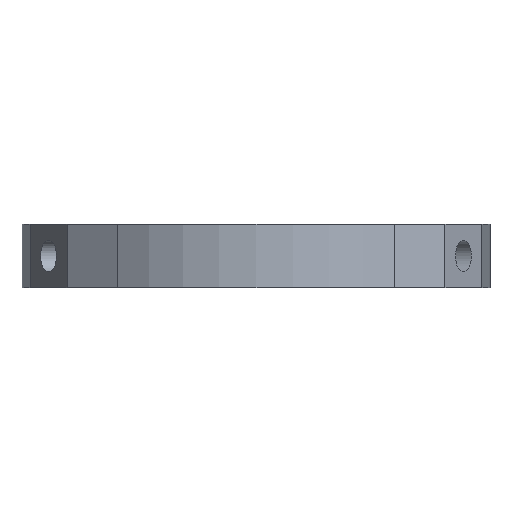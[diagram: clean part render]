
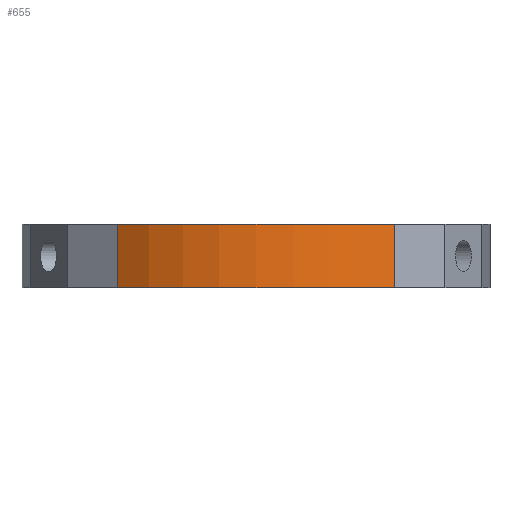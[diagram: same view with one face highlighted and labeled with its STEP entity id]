
A CAD part, front view. The second image highlights one B-rep face of the part: STEP entity #655.
In plain terms, the highlighted cylindrical face has radius 22.2 mm (diameter 44.4 mm), a partial arc.
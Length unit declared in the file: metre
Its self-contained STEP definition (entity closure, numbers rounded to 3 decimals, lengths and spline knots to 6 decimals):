
#32=LINE('',#971,#98);
#33=LINE('',#975,#99);
#98=VECTOR('',#774,1.);
#99=VECTOR('',#777,1.);
#164=ORIENTED_EDGE('',*,*,#356,.T.);
#165=ORIENTED_EDGE('',*,*,#357,.F.);
#166=ORIENTED_EDGE('',*,*,#358,.F.);
#167=ORIENTED_EDGE('',*,*,#359,.T.);
#356=EDGE_CURVE('',#452,#453,#518,.T.);
#357=EDGE_CURVE('',#454,#453,#32,.T.);
#358=EDGE_CURVE('',#455,#454,#519,.T.);
#359=EDGE_CURVE('',#455,#452,#33,.T.);
#452=VERTEX_POINT('',#969);
#453=VERTEX_POINT('',#970);
#454=VERTEX_POINT('',#972);
#455=VERTEX_POINT('',#974);
#518=CIRCLE('',#704,0.0222);
#519=CIRCLE('',#705,0.0222);
#548=EDGE_LOOP('',(#164,#165,#166,#167));
#594=FACE_BOUND('',#548,.T.);
#640=CYLINDRICAL_SURFACE('',#703,0.0222);
#655=ADVANCED_FACE('',(#594),#640,.T.);
#703=AXIS2_PLACEMENT_3D('',#967,#770,#771);
#704=AXIS2_PLACEMENT_3D('',#968,#772,#773);
#705=AXIS2_PLACEMENT_3D('',#973,#775,#776);
#770=DIRECTION('',(0.,0.,-1.));
#771=DIRECTION('',(-1.,0.,0.));
#772=DIRECTION('',(0.,0.,1.));
#773=DIRECTION('',(1.,0.,0.));
#774=DIRECTION('',(0.,0.,-1.));
#775=DIRECTION('',(0.,0.,1.));
#776=DIRECTION('',(1.,0.,0.));
#777=DIRECTION('',(0.,0.,-1.));
#967=CARTESIAN_POINT('',(0.,0.,0.082796));
#968=CARTESIAN_POINT('',(0.,0.,0.076796));
#969=CARTESIAN_POINT('',(-0.013166,-0.017875,0.076796));
#970=CARTESIAN_POINT('',(0.013166,-0.017875,0.076796));
#971=CARTESIAN_POINT('',(0.013166,-0.017875,0.082796));
#972=CARTESIAN_POINT('',(0.013166,-0.017875,0.082796));
#973=CARTESIAN_POINT('',(0.,0.,0.082796));
#974=CARTESIAN_POINT('',(-0.013166,-0.017875,0.082796));
#975=CARTESIAN_POINT('',(-0.013166,-0.017875,0.082796));
